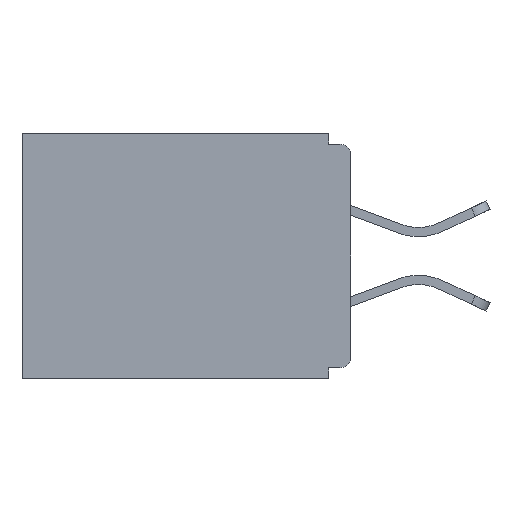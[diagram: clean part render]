
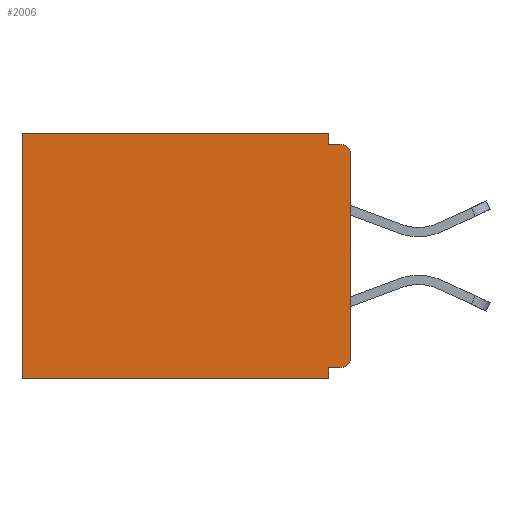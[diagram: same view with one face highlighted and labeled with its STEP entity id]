
A CAD part, left-side view. The second image highlights one B-rep face of the part: STEP entity #2006.
In plain terms, the highlighted planar face has unit normal (-1, 0, 0).
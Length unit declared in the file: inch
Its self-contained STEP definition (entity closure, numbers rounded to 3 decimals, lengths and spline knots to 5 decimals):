
#13 = CARTESIAN_POINT ( 'NONE',  ( 0.298, 0., -0.03 ) ) ;
#289 = DIRECTION ( 'NONE',  ( 0., 1., 0. ) ) ;
#371 = VERTEX_POINT ( 'NONE', #12317 ) ;
#501 = LINE ( 'NONE', #20113, #19405 ) ;
#612 = VECTOR ( 'NONE', #25920, 39.37008 ) ;
#871 = ORIENTED_EDGE ( 'NONE', *, *, #4044, .F. ) ;
#977 = CARTESIAN_POINT ( 'NONE',  ( 0.298, 0., 0. ) ) ;
#1078 = DIRECTION ( 'NONE',  ( 0., 1., 0. ) ) ;
#2006 = ADVANCED_FACE ( 'NONE', ( #24601 ), #23393, .F. ) ;
#2114 = CARTESIAN_POINT ( 'NONE',  ( 0.298, 0.031, -0.015 ) ) ;
#2229 = CARTESIAN_POINT ( 'NONE',  ( 0.298, 0.031, -0.343 ) ) ;
#2689 = VECTOR ( 'NONE', #1078, 39.37008 ) ;
#3075 = ORIENTED_EDGE ( 'NONE', *, *, #23016, .F. ) ;
#3431 = ORIENTED_EDGE ( 'NONE', *, *, #11465, .T. ) ;
#3591 = DIRECTION ( 'NONE',  ( -1., 0., 0. ) ) ;
#3625 = CIRCLE ( 'NONE', #11951, 0.015 ) ;
#3877 = CARTESIAN_POINT ( 'NONE',  ( 0.298, 0.015, -0.313 ) ) ;
#4044 = EDGE_CURVE ( 'NONE', #20512, #24230, #16319, .T. ) ;
#4119 = ORIENTED_EDGE ( 'NONE', *, *, #6203, .F. ) ;
#4395 = VECTOR ( 'NONE', #13948, 39.37008 ) ;
#4620 = DIRECTION ( 'NONE',  ( 0., -1., 0. ) ) ;
#4706 = CARTESIAN_POINT ( 'NONE',  ( 0.298, 0., -0.343 ) ) ;
#4990 = LINE ( 'NONE', #26304, #10211 ) ;
#5102 = ORIENTED_EDGE ( 'NONE', *, *, #9263, .F. ) ;
#5290 = CARTESIAN_POINT ( 'NONE',  ( 0.298, 0.031, -0.343 ) ) ;
#6203 = EDGE_CURVE ( 'NONE', #23879, #7922, #17937, .T. ) ;
#6364 = VECTOR ( 'NONE', #289, 39.37008 ) ;
#6425 = VERTEX_POINT ( 'NONE', #23238 ) ;
#6830 = VERTEX_POINT ( 'NONE', #26987 ) ;
#7749 = CIRCLE ( 'NONE', #17756, 0.015 ) ;
#7922 = VERTEX_POINT ( 'NONE', #12413 ) ;
#8535 = VERTEX_POINT ( 'NONE', #25962 ) ;
#8607 = VERTEX_POINT ( 'NONE', #2114 ) ;
#8766 = EDGE_CURVE ( 'NONE', #20512, #371, #7749, .T. ) ;
#9263 = EDGE_CURVE ( 'NONE', #8535, #8607, #27775, .T. ) ;
#9497 = VECTOR ( 'NONE', #23576, 39.37008 ) ;
#9534 = VERTEX_POINT ( 'NONE', #23119 ) ;
#9994 = DIRECTION ( 'NONE',  ( 1., 0., 0. ) ) ;
#10211 = VECTOR ( 'NONE', #17437, 39.37008 ) ;
#10866 = ORIENTED_EDGE ( 'NONE', *, *, #8766, .T. ) ;
#11214 = DIRECTION ( 'NONE',  ( -1., 0., 0. ) ) ;
#11465 = EDGE_CURVE ( 'NONE', #8535, #6830, #26570, .T. ) ;
#11951 = AXIS2_PLACEMENT_3D ( 'NONE', #3877, #3591, #15047 ) ;
#12106 = ORIENTED_EDGE ( 'NONE', *, *, #12639, .T. ) ;
#12241 = CARTESIAN_POINT ( 'NONE',  ( 0.298, 0., 0. ) ) ;
#12317 = CARTESIAN_POINT ( 'NONE',  ( 0.298, 0.015, -0.015 ) ) ;
#12413 = CARTESIAN_POINT ( 'NONE',  ( 0.298, 0.46, -0.343 ) ) ;
#12536 = CARTESIAN_POINT ( 'NONE',  ( 0.298, 0., -0.313 ) ) ;
#12639 = EDGE_CURVE ( 'NONE', #9534, #24230, #3625, .T. ) ;
#13948 = DIRECTION ( 'NONE',  ( 0., 0., -1. ) ) ;
#15047 = DIRECTION ( 'NONE',  ( 0., 0., -1. ) ) ;
#15601 = EDGE_LOOP ( 'NONE', ( #10866, #22982, #5102, #3431, #15697, #4119, #3075, #15700, #12106, #871 ) ) ;
#15697 = ORIENTED_EDGE ( 'NONE', *, *, #18959, .T. ) ;
#15700 = ORIENTED_EDGE ( 'NONE', *, *, #16409, .F. ) ;
#15731 = DIRECTION ( 'NONE',  ( 0., 0., -1. ) ) ;
#16319 = LINE ( 'NONE', #27822, #4395 ) ;
#16409 = EDGE_CURVE ( 'NONE', #9534, #6425, #20405, .T. ) ;
#17437 = DIRECTION ( 'NONE',  ( 0., 0., -1. ) ) ;
#17756 = AXIS2_PLACEMENT_3D ( 'NONE', #24703, #11214, #15731 ) ;
#17937 = LINE ( 'NONE', #4706, #6364 ) ;
#18504 = LINE ( 'NONE', #19130, #612 ) ;
#18959 = EDGE_CURVE ( 'NONE', #6830, #7922, #18504, .T. ) ;
#19130 = CARTESIAN_POINT ( 'NONE',  ( 0.298, 0.46, 0. ) ) ;
#19405 = VECTOR ( 'NONE', #4620, 39.37008 ) ;
#19786 = AXIS2_PLACEMENT_3D ( 'NONE', #12241, #9994, #27998 ) ;
#20113 = CARTESIAN_POINT ( 'NONE',  ( 0.298, 0., -0.015 ) ) ;
#20405 = LINE ( 'NONE', #23384, #9497 ) ;
#20512 = VERTEX_POINT ( 'NONE', #13 ) ;
#21789 = VECTOR ( 'NONE', #25334, 39.37008 ) ;
#21996 = EDGE_CURVE ( 'NONE', #8607, #371, #501, .T. ) ;
#22982 = ORIENTED_EDGE ( 'NONE', *, *, #21996, .F. ) ;
#23016 = EDGE_CURVE ( 'NONE', #6425, #23879, #4990, .T. ) ;
#23119 = CARTESIAN_POINT ( 'NONE',  ( 0.298, 0.015, -0.328 ) ) ;
#23238 = CARTESIAN_POINT ( 'NONE',  ( 0.298, 0.031, -0.328 ) ) ;
#23384 = CARTESIAN_POINT ( 'NONE',  ( 0.298, 0., -0.328 ) ) ;
#23393 = PLANE ( 'NONE',  #19786 ) ;
#23576 = DIRECTION ( 'NONE',  ( 0., 1., 0. ) ) ;
#23879 = VERTEX_POINT ( 'NONE', #2229 ) ;
#24230 = VERTEX_POINT ( 'NONE', #12536 ) ;
#24601 = FACE_OUTER_BOUND ( 'NONE', #15601, .T. ) ;
#24703 = CARTESIAN_POINT ( 'NONE',  ( 0.298, 0.015, -0.03 ) ) ;
#25334 = DIRECTION ( 'NONE',  ( 0., 0., -1. ) ) ;
#25920 = DIRECTION ( 'NONE',  ( 0., 0., -1. ) ) ;
#25962 = CARTESIAN_POINT ( 'NONE',  ( 0.298, 0.031, 0. ) ) ;
#26304 = CARTESIAN_POINT ( 'NONE',  ( 0.298, 0.031, -0.343 ) ) ;
#26570 = LINE ( 'NONE', #977, #2689 ) ;
#26987 = CARTESIAN_POINT ( 'NONE',  ( 0.298, 0.46, 0. ) ) ;
#27775 = LINE ( 'NONE', #5290, #21789 ) ;
#27822 = CARTESIAN_POINT ( 'NONE',  ( 0.298, 0., 0. ) ) ;
#27998 = DIRECTION ( 'NONE',  ( 0., 0., -1. ) ) ;
